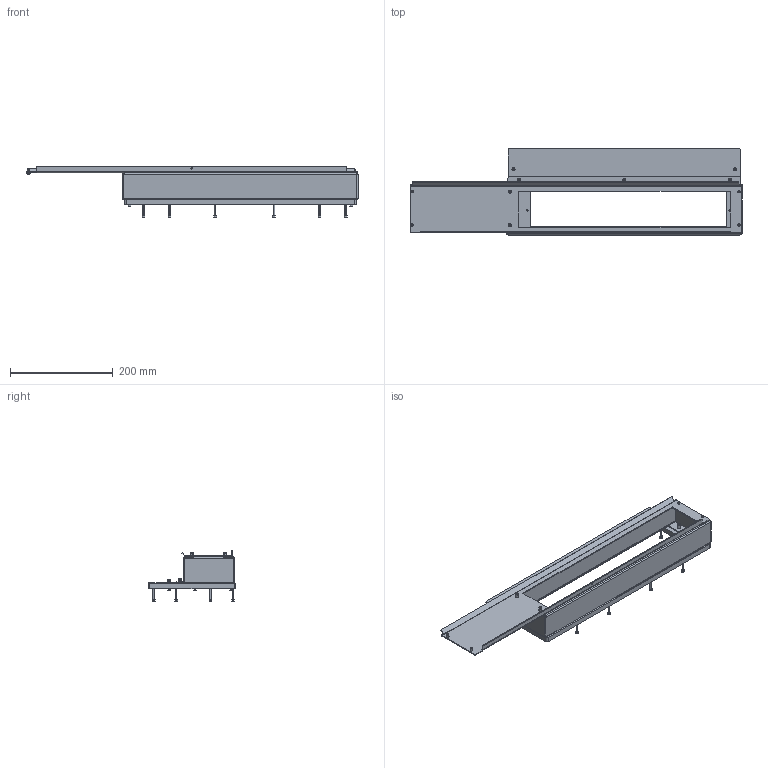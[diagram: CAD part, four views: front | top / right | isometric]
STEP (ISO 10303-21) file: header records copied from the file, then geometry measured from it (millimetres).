
FILE_DESCRIPTION (( 'STEP AP214' ), '1' );
FILE_NAME ('INGUN_115601.STEP', '2024-03-12T11:06:27', ( '' ), ( '' ), 'SwSTEP 2.0', 'SolidWorks 2021', '' );
FILE_SCHEMA (( 'AUTOMOTIVE_DESIGN' ));
Length unit declared in the file: millimetre
Products named in the file (10): DIN7991~n_M04,0x010 VA; 115569~1; DIN912~n_M03,0x016; ISO7380~n_M04,0x008; DIN912~n_M03,0x030; 115594~1_S; INGUN_115601; DIN912~n_M03,0x008; 115757~0_S; 115670~0_S
Assembly tree (31 placements, depth 2):
  INGUN_115601
    115670~0_S
    115569~1
    115594~1_S
    115757~0_S
    DIN912~n_M03,0x016  x6
    DIN912~n_M03,0x008  x4
    DIN7991~n_M04,0x010 VA  x3
    DIN912~n_M03,0x030  x12
    ISO7380~n_M04,0x008  x2
Bounding box: 646.5 x 170 x 98 mm (x, y, z)
Volume: 602079 mm3; surface area: 416743.8 mm2
Topology: 31 solids, 31 shells, 1081 faces, 2690 edges, 1733 vertices
Faces by surface type: cylinder 713, plane 254, cone 110, torus 4
Entity records: 14857 total; most frequent: DIRECTION 2631, CARTESIAN_POINT 2348, ORIENTED_EDGE 2264, EDGE_CURVE 1132, AXIS2_PLACEMENT_3D 1024, VERTEX_POINT 725, LINE 583, VECTOR 583
